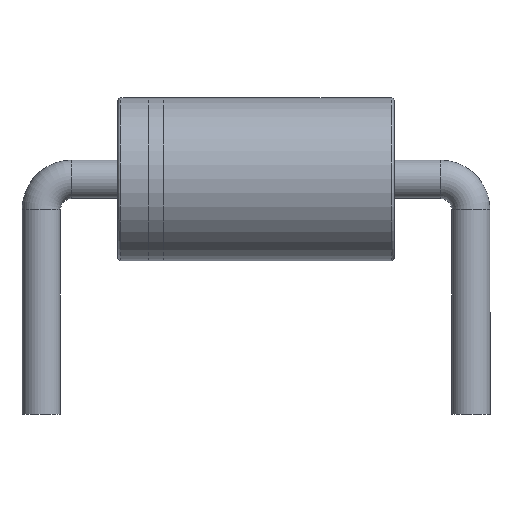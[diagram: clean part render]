
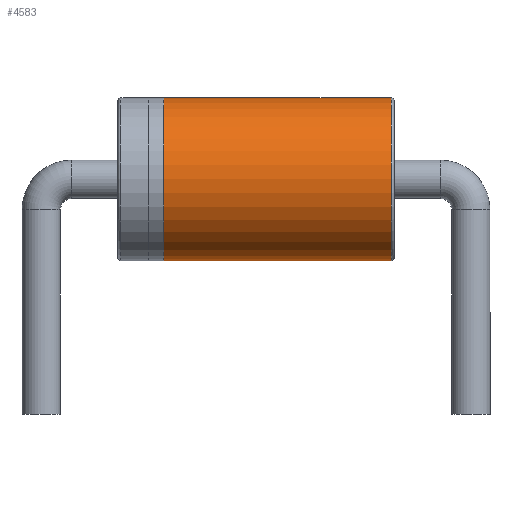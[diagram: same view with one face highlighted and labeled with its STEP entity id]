
A CAD part, front view. The second image highlights one B-rep face of the part: STEP entity #4583.
In plain terms, the highlighted cylindrical face has radius 2.65 mm (diameter 5.3 mm), a partial arc.
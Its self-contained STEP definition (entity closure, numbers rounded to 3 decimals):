
#110 = CARTESIAN_POINT ( 'NONE',  ( 4.4, 0., 0. ) ) ;
#270 = CIRCLE ( 'NONE', #2447, 2.65 ) ;
#1073 = DIRECTION ( 'NONE',  ( -1., 0., 0. ) ) ;
#1282 = DIRECTION ( 'NONE',  ( 1., 0., 0. ) ) ;
#1660 = EDGE_CURVE ( 'NONE', #2565, #2532, #7105, .T. ) ;
#2387 = EDGE_CURVE ( 'NONE', #4869, #2532, #270, .T. ) ;
#2392 = AXIS2_PLACEMENT_3D ( 'NONE', #8603, #1282, #8453 ) ;
#2447 = AXIS2_PLACEMENT_3D ( 'NONE', #110, #1073, #9627 ) ;
#2532 = VERTEX_POINT ( 'NONE', #11183 ) ;
#2565 = VERTEX_POINT ( 'NONE', #12275 ) ;
#2718 = CIRCLE ( 'NONE', #9066, 2.65 ) ;
#2930 = DIRECTION ( 'NONE',  ( 1., 0., 0. ) ) ;
#3457 = CARTESIAN_POINT ( 'NONE',  ( -3., 0., -2.65 ) ) ;
#3569 = DIRECTION ( 'NONE',  ( 0., 0., 1. ) ) ;
#4281 = ORIENTED_EDGE ( 'NONE', *, *, #2387, .T. ) ;
#4583 = ADVANCED_FACE ( 'NONE', ( #11557 ), #7556, .T. ) ;
#4869 = VERTEX_POINT ( 'NONE', #12560 ) ;
#5027 = ORIENTED_EDGE ( 'NONE', *, *, #1660, .F. ) ;
#5617 = CARTESIAN_POINT ( 'NONE',  ( -3., 0., 0. ) ) ;
#6237 = EDGE_CURVE ( 'NONE', #8173, #2565, #2718, .T. ) ;
#6682 = VECTOR ( 'NONE', #13267, 1000. ) ;
#6786 = VECTOR ( 'NONE', #2930, 1000. ) ;
#7105 = LINE ( 'NONE', #12541, #6786 ) ;
#7357 = ORIENTED_EDGE ( 'NONE', *, *, #7627, .T. ) ;
#7556 = CYLINDRICAL_SURFACE ( 'NONE', #2392, 2.65 ) ;
#7627 = EDGE_CURVE ( 'NONE', #8173, #4869, #13202, .T. ) ;
#7800 = ORIENTED_EDGE ( 'NONE', *, *, #6237, .F. ) ;
#8173 = VERTEX_POINT ( 'NONE', #3457 ) ;
#8453 = DIRECTION ( 'NONE',  ( 0., 0., -1. ) ) ;
#8603 = CARTESIAN_POINT ( 'NONE',  ( 4.5, 0., 0. ) ) ;
#9066 = AXIS2_PLACEMENT_3D ( 'NONE', #5617, #11816, #3569 ) ;
#9085 = CARTESIAN_POINT ( 'NONE',  ( 4.5, 0., -2.65 ) ) ;
#9615 = EDGE_LOOP ( 'NONE', ( #5027, #7800, #7357, #4281 ) ) ;
#9627 = DIRECTION ( 'NONE',  ( 0., 0., -1. ) ) ;
#11183 = CARTESIAN_POINT ( 'NONE',  ( 4.4, 0., 2.65 ) ) ;
#11557 = FACE_OUTER_BOUND ( 'NONE', #9615, .T. ) ;
#11816 = DIRECTION ( 'NONE',  ( -1., 0., 0. ) ) ;
#12275 = CARTESIAN_POINT ( 'NONE',  ( -3., 0., 2.65 ) ) ;
#12541 = CARTESIAN_POINT ( 'NONE',  ( 4.5, 0., 2.65 ) ) ;
#12560 = CARTESIAN_POINT ( 'NONE',  ( 4.4, 0., -2.65 ) ) ;
#13202 = LINE ( 'NONE', #9085, #6682 ) ;
#13267 = DIRECTION ( 'NONE',  ( 1., 0., 0. ) ) ;
